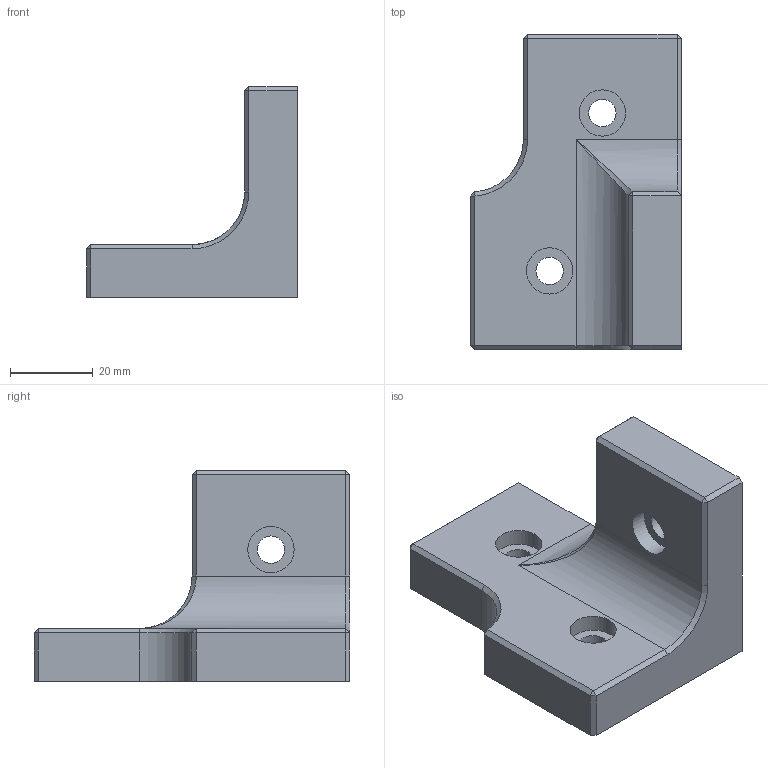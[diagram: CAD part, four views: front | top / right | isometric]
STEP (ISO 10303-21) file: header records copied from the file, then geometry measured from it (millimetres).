
FILE_DESCRIPTION(/* description */ ('','CAx-IF Rec.Pracs.---Representation and Presentation of Product Manufacturing Information (PMI)---4.0---2014-10-13'),/* implementation_level */ '2;1');
FILE_NAME(/* name */ 'Corner Bracket Nadeau R v1.step',/* time_stamp */ '2025-02-21T15:05:03-05:00',/* author */ (''),/* organization */ (''),/* preprocessor_version */ 'ST-DEVELOPER v20',/* originating_system */ 'Autodesk Translation Framework v13.20.0.188',/* authorisation */ '');
FILE_SCHEMA (('AP242_MANAGED_MODEL_BASED_3D_ENGINEERING_MIM_LF { 1 0 10303 442 1 1 4 }'));
Length unit declared in the file: inch
Products named in the file (1): Corner Bracket Nadeau R
Bounding box: 50.8 x 76.2 x 50.8 mm (x, y, z)
Volume: 61554.5 mm3; surface area: 14198.5 mm2
Topology: 1 solids, 1 shells, 47 faces, 100 edges, 57 vertices
Faces by surface type: plane 34, cylinder 9, cone 3, bspline 1
Full cylindrical faces by diameter (mm): 6.604 x3, 11.176 x3
Entity records: 1399 total; most frequent: CARTESIAN_POINT 347, DIRECTION 210, ORIENTED_EDGE 198, EDGE_CURVE 99, LINE 78, VECTOR 78, AXIS2_PLACEMENT_3D 66, VERTEX_POINT 57
